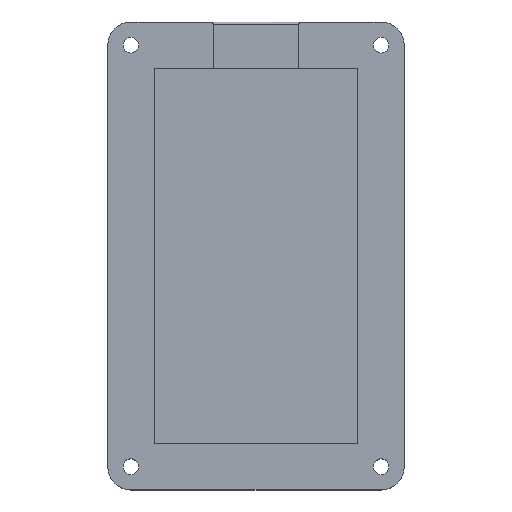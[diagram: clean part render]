
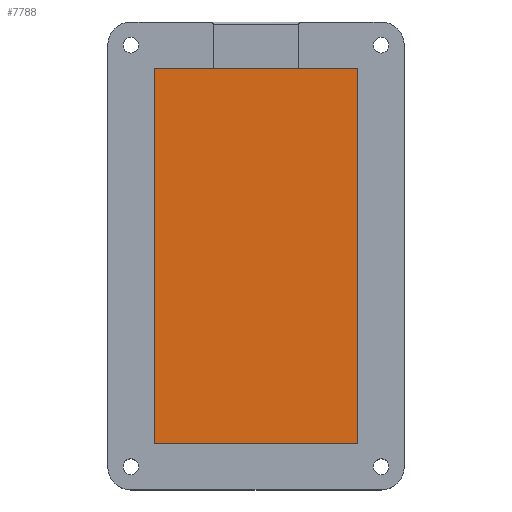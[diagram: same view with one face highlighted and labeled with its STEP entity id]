
A CAD part, top view. The second image highlights one B-rep face of the part: STEP entity #7788.
In plain terms, the highlighted planar face has unit normal (0, 0, 1).
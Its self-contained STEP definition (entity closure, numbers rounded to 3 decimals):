
#326=PLANE('',#8072);
#737=FACE_OUTER_BOUND('',#1191,.T.);
#1191=EDGE_LOOP('',(#7132,#7133,#7134,#7135));
#1924=LINE('',#14775,#2652);
#1925=LINE('',#14777,#2653);
#1926=LINE('',#14779,#2654);
#1927=LINE('',#14780,#2655);
#2652=VECTOR('',#9320,10.);
#2653=VECTOR('',#9321,10.);
#2654=VECTOR('',#9322,10.);
#2655=VECTOR('',#9323,10.);
#3776=VERTEX_POINT('',#14773);
#3777=VERTEX_POINT('',#14774);
#3778=VERTEX_POINT('',#14776);
#3779=VERTEX_POINT('',#14778);
#4902=EDGE_CURVE('',#3776,#3777,#1924,.T.);
#4903=EDGE_CURVE('',#3778,#3776,#1925,.T.);
#4904=EDGE_CURVE('',#3779,#3778,#1926,.T.);
#4905=EDGE_CURVE('',#3777,#3779,#1927,.T.);
#7132=ORIENTED_EDGE('',*,*,#4902,.F.);
#7133=ORIENTED_EDGE('',*,*,#4903,.F.);
#7134=ORIENTED_EDGE('',*,*,#4904,.F.);
#7135=ORIENTED_EDGE('',*,*,#4905,.F.);
#7788=ADVANCED_FACE('',(#737),#326,.T.);
#8072=AXIS2_PLACEMENT_3D('',#14772,#9318,#9319);
#9318=DIRECTION('center_axis',(0.,0.,1.));
#9319=DIRECTION('ref_axis',(1.,0.,0.));
#9320=DIRECTION('',(-1.,0.,0.));
#9321=DIRECTION('',(0.,-1.,0.));
#9322=DIRECTION('',(1.,0.,0.));
#9323=DIRECTION('',(0.,1.,0.));
#14772=CARTESIAN_POINT('Origin',(2.,9.5,3.));
#14773=CARTESIAN_POINT('',(24.,-31.,3.));
#14774=CARTESIAN_POINT('',(-20.,-31.,3.));
#14775=CARTESIAN_POINT('',(13.,-31.,3.));
#14776=CARTESIAN_POINT('',(24.,50.,3.));
#14777=CARTESIAN_POINT('',(24.,29.75,3.));
#14778=CARTESIAN_POINT('',(-20.,50.,3.));
#14779=CARTESIAN_POINT('',(-9.,50.,3.));
#14780=CARTESIAN_POINT('',(-20.,-10.75,3.));
